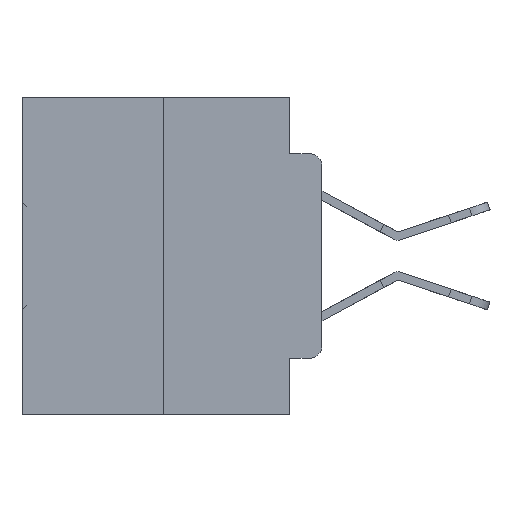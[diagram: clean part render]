
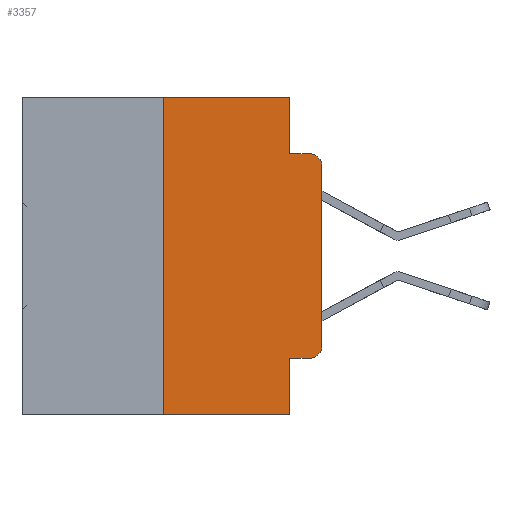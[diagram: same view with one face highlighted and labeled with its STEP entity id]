
A CAD part, left-side view. The second image highlights one B-rep face of the part: STEP entity #3357.
In plain terms, the highlighted planar face has unit normal (-1, 0, 0).
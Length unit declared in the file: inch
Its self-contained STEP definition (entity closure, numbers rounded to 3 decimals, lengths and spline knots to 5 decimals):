
#222 = LINE ( 'NONE', #31561, #15923 ) ;
#730 = FACE_OUTER_BOUND ( 'NONE', #15650, .T. ) ;
#1136 = CARTESIAN_POINT ( 'NONE',  ( 0., 0., -0.1085 ) ) ;
#1314 = ORIENTED_EDGE ( 'NONE', *, *, #5236, .T. ) ;
#1871 = DIRECTION ( 'NONE',  ( 0., -1., 0. ) ) ;
#2223 = CARTESIAN_POINT ( 'NONE',  ( 0., 0.051, -0.0885 ) ) ;
#2771 = DIRECTION ( 'NONE',  ( -1., 0., 0. ) ) ;
#3007 = CARTESIAN_POINT ( 'NONE',  ( 0., 0.02, -0.0885 ) ) ;
#3327 = CARTESIAN_POINT ( 'NONE',  ( 0., 0.473, 0. ) ) ;
#3357 = ADVANCED_FACE ( 'NONE', ( #730 ), #28007, .F. ) ;
#4064 = VERTEX_POINT ( 'NONE', #1136 ) ;
#4206 = CARTESIAN_POINT ( 'NONE',  ( 0., 0.25, 0. ) ) ;
#4765 = VERTEX_POINT ( 'NONE', #5347 ) ;
#5065 = VECTOR ( 'NONE', #6045, 39.37008 ) ;
#5076 = EDGE_CURVE ( 'NONE', #28617, #7688, #31188, .T. ) ;
#5236 = EDGE_CURVE ( 'NONE', #31392, #19885, #222, .T. ) ;
#5347 = CARTESIAN_POINT ( 'NONE',  ( 0., 0.25, 0. ) ) ;
#5356 = DIRECTION ( 'NONE',  ( 0., 0., -1. ) ) ;
#5532 = DIRECTION ( 'NONE',  ( -1., 0., 0. ) ) ;
#5648 = VECTOR ( 'NONE', #22056, 39.37008 ) ;
#6045 = DIRECTION ( 'NONE',  ( 0., 0., 1. ) ) ;
#6358 = CARTESIAN_POINT ( 'NONE',  ( 0., 0.051, 0. ) ) ;
#7413 = CARTESIAN_POINT ( 'NONE',  ( 0., 0., -0.3915 ) ) ;
#7688 = VERTEX_POINT ( 'NONE', #2223 ) ;
#7897 = ORIENTED_EDGE ( 'NONE', *, *, #28281, .F. ) ;
#9140 = ORIENTED_EDGE ( 'NONE', *, *, #30953, .T. ) ;
#9406 = CARTESIAN_POINT ( 'NONE',  ( 0., 0.051, -0.4115 ) ) ;
#9561 = ORIENTED_EDGE ( 'NONE', *, *, #27582, .F. ) ;
#9979 = ORIENTED_EDGE ( 'NONE', *, *, #13489, .T. ) ;
#10369 = VECTOR ( 'NONE', #12348, 39.37008 ) ;
#11449 = EDGE_CURVE ( 'NONE', #26998, #32855, #13500, .T. ) ;
#11668 = VECTOR ( 'NONE', #25134, 39.37008 ) ;
#12098 = LINE ( 'NONE', #19130, #5065 ) ;
#12348 = DIRECTION ( 'NONE',  ( 0., -1., 0. ) ) ;
#12478 = LINE ( 'NONE', #4206, #11668 ) ;
#13489 = EDGE_CURVE ( 'NONE', #19885, #31528, #27079, .T. ) ;
#13500 = LINE ( 'NONE', #20245, #33204 ) ;
#14491 = ORIENTED_EDGE ( 'NONE', *, *, #24184, .F. ) ;
#14929 = CARTESIAN_POINT ( 'NONE',  ( 0., 0.051, 0. ) ) ;
#14939 = CARTESIAN_POINT ( 'NONE',  ( 0., 0.25, -0.5 ) ) ;
#15650 = EDGE_LOOP ( 'NONE', ( #9140, #31377, #32958, #21009, #7897, #9561, #25859, #14491, #1314, #9979 ) ) ;
#15772 = AXIS2_PLACEMENT_3D ( 'NONE', #21258, #5532, #23841 ) ;
#15795 = CARTESIAN_POINT ( 'NONE',  ( 0., 0.051, -0.0885 ) ) ;
#15923 = VECTOR ( 'NONE', #30673, 39.37008 ) ;
#17434 = CARTESIAN_POINT ( 'NONE',  ( 0., 0.051, 0. ) ) ;
#17483 = DIRECTION ( 'NONE',  ( 0., -1., 0. ) ) ;
#17566 = VECTOR ( 'NONE', #5356, 39.37008 ) ;
#18167 = VERTEX_POINT ( 'NONE', #3007 ) ;
#18509 = CARTESIAN_POINT ( 'NONE',  ( 0., 0.02, -0.1085 ) ) ;
#19130 = CARTESIAN_POINT ( 'NONE',  ( 0., 0., 0. ) ) ;
#19885 = VERTEX_POINT ( 'NONE', #19897 ) ;
#19897 = CARTESIAN_POINT ( 'NONE',  ( 0., 0.02, -0.4115 ) ) ;
#20245 = CARTESIAN_POINT ( 'NONE',  ( 0., 0.473, -0.5 ) ) ;
#20441 = LINE ( 'NONE', #6358, #5648 ) ;
#21009 = ORIENTED_EDGE ( 'NONE', *, *, #5076, .F. ) ;
#21132 = DIRECTION ( 'NONE',  ( 0., 0., -1. ) ) ;
#21258 = CARTESIAN_POINT ( 'NONE',  ( 0., 0.02, -0.3915 ) ) ;
#21976 = EDGE_CURVE ( 'NONE', #7688, #18167, #32128, .T. ) ;
#22002 = EDGE_CURVE ( 'NONE', #4064, #18167, #31323, .T. ) ;
#22056 = DIRECTION ( 'NONE',  ( 0., 0., -1. ) ) ;
#23841 = DIRECTION ( 'NONE',  ( 0., 0., -1. ) ) ;
#24184 = EDGE_CURVE ( 'NONE', #31392, #32855, #20441, .T. ) ;
#24233 = LINE ( 'NONE', #30397, #10369 ) ;
#25134 = DIRECTION ( 'NONE',  ( 0., 0., 1. ) ) ;
#25859 = ORIENTED_EDGE ( 'NONE', *, *, #11449, .T. ) ;
#26047 = AXIS2_PLACEMENT_3D ( 'NONE', #18509, #2771, #21132 ) ;
#26192 = VECTOR ( 'NONE', #17483, 39.37008 ) ;
#26998 = VERTEX_POINT ( 'NONE', #14939 ) ;
#27079 = CIRCLE ( 'NONE', #15772, 0.02 ) ;
#27582 = EDGE_CURVE ( 'NONE', #26998, #4765, #12478, .T. ) ;
#28007 = PLANE ( 'NONE',  #31804 ) ;
#28015 = DIRECTION ( 'NONE',  ( 1., 0., 0. ) ) ;
#28281 = EDGE_CURVE ( 'NONE', #4765, #28617, #24233, .T. ) ;
#28617 = VERTEX_POINT ( 'NONE', #14929 ) ;
#30397 = CARTESIAN_POINT ( 'NONE',  ( 0., 0.473, 0. ) ) ;
#30673 = DIRECTION ( 'NONE',  ( 0., -1., 0. ) ) ;
#30684 = DIRECTION ( 'NONE',  ( 0., 0., -1. ) ) ;
#30889 = CARTESIAN_POINT ( 'NONE',  ( 0., 0.051, -0.5 ) ) ;
#30953 = EDGE_CURVE ( 'NONE', #31528, #4064, #12098, .T. ) ;
#31188 = LINE ( 'NONE', #17434, #17566 ) ;
#31323 = CIRCLE ( 'NONE', #26047, 0.02 ) ;
#31377 = ORIENTED_EDGE ( 'NONE', *, *, #22002, .T. ) ;
#31392 = VERTEX_POINT ( 'NONE', #9406 ) ;
#31528 = VERTEX_POINT ( 'NONE', #7413 ) ;
#31561 = CARTESIAN_POINT ( 'NONE',  ( 0., 0.051, -0.4115 ) ) ;
#31804 = AXIS2_PLACEMENT_3D ( 'NONE', #3327, #28015, #30684 ) ;
#32128 = LINE ( 'NONE', #15795, #26192 ) ;
#32855 = VERTEX_POINT ( 'NONE', #30889 ) ;
#32958 = ORIENTED_EDGE ( 'NONE', *, *, #21976, .F. ) ;
#33204 = VECTOR ( 'NONE', #1871, 39.37008 ) ;
